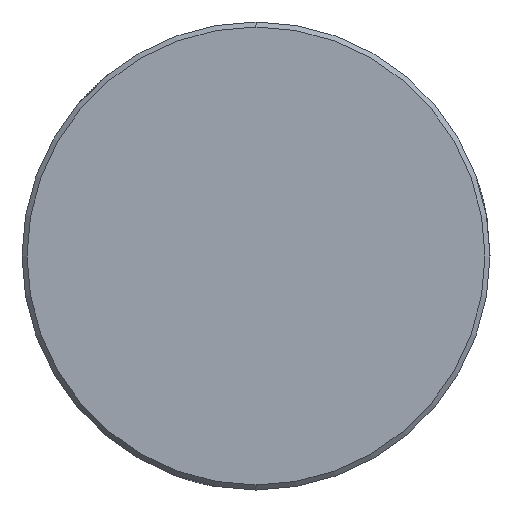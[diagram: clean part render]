
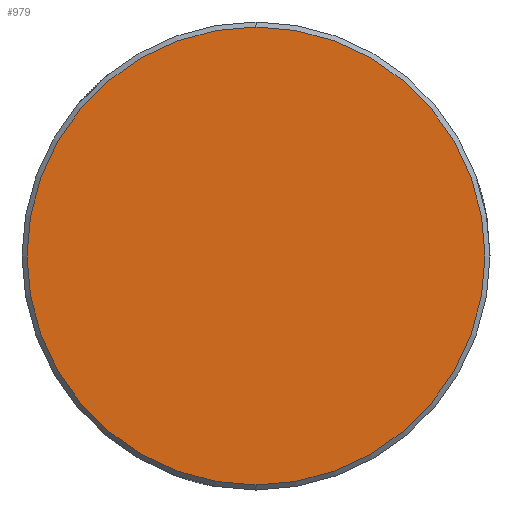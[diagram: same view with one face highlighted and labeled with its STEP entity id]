
A CAD part, left-side view. The second image highlights one B-rep face of the part: STEP entity #979.
In plain terms, the highlighted planar face has unit normal (-1, 0, 0).
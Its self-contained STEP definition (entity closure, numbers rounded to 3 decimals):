
#35 = DIRECTION ( 'NONE',  ( -1., 0., 0. ) ) ;
#67 = ORIENTED_EDGE ( 'NONE', *, *, #639, .T. ) ;
#77 = CARTESIAN_POINT ( 'NONE',  ( -42.5, 0., 0. ) ) ;
#105 = CIRCLE ( 'NONE', #675, 13.7 ) ;
#177 = DIRECTION ( 'NONE',  ( 0., 0., -1. ) ) ;
#215 = CARTESIAN_POINT ( 'NONE',  ( -42.5, -13.864, -13.864 ) ) ;
#224 = AXIS2_PLACEMENT_3D ( 'NONE', #215, #35, #921 ) ;
#252 = EDGE_CURVE ( 'NONE', #897, #952, #816, .T. ) ;
#368 = CARTESIAN_POINT ( 'NONE',  ( -42.5, 0., -13.7 ) ) ;
#448 = CARTESIAN_POINT ( 'NONE',  ( -42.5, 0., 13.7 ) ) ;
#450 = DIRECTION ( 'NONE',  ( -1., 0., 0. ) ) ;
#504 = EDGE_LOOP ( 'NONE', ( #1109, #67 ) ) ;
#639 = EDGE_CURVE ( 'NONE', #952, #897, #105, .T. ) ;
#654 = PLANE ( 'NONE',  #224 ) ;
#675 = AXIS2_PLACEMENT_3D ( 'NONE', #77, #1099, #688 ) ;
#688 = DIRECTION ( 'NONE',  ( 0., 0., -1. ) ) ;
#748 = AXIS2_PLACEMENT_3D ( 'NONE', #961, #450, #177 ) ;
#816 = CIRCLE ( 'NONE', #748, 13.7 ) ;
#870 = FACE_OUTER_BOUND ( 'NONE', #504, .T. ) ;
#897 = VERTEX_POINT ( 'NONE', #368 ) ;
#921 = DIRECTION ( 'NONE',  ( 0., 0., 1. ) ) ;
#952 = VERTEX_POINT ( 'NONE', #448 ) ;
#961 = CARTESIAN_POINT ( 'NONE',  ( -42.5, 0., 0. ) ) ;
#979 = ADVANCED_FACE ( 'NONE', ( #870 ), #654, .T. ) ;
#1099 = DIRECTION ( 'NONE',  ( -1., 0., 0. ) ) ;
#1109 = ORIENTED_EDGE ( 'NONE', *, *, #252, .T. ) ;
